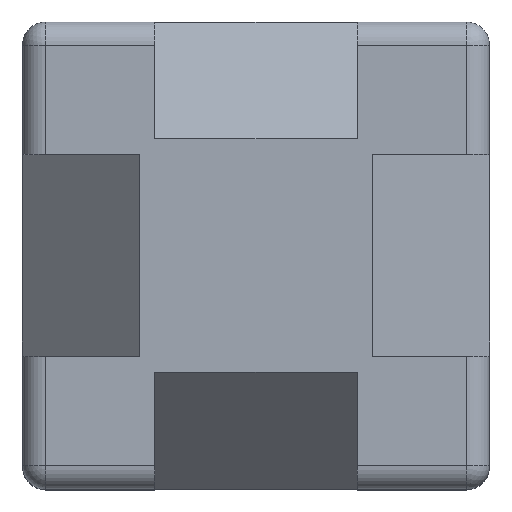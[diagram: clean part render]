
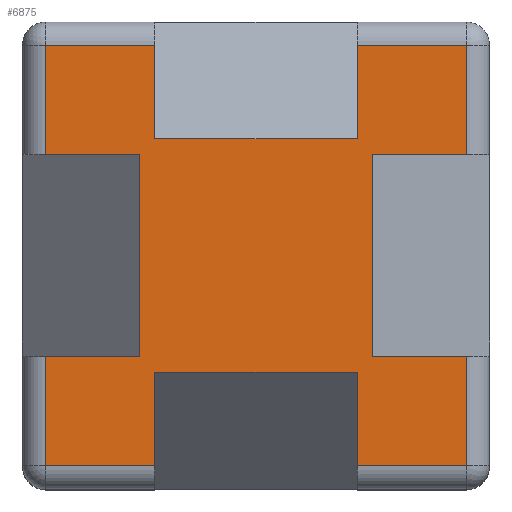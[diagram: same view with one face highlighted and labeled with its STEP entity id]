
A CAD part, top view. The second image highlights one B-rep face of the part: STEP entity #6875.
In plain terms, the highlighted planar face has unit normal (0, 0, 1).
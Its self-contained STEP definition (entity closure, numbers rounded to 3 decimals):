
#627=FACE_OUTER_BOUND('',#1009,.T.);
#1009=EDGE_LOOP('',(#4942,#4943,#4944,#4945,#4946,#4947,#4948,#4949,#4950,
#4951,#4952,#4953,#4954,#4955,#4956,#4957,#4958,#4959,#4960,#4961));
#1451=LINE('',#10784,#2176);
#1452=LINE('',#10786,#2177);
#1453=LINE('',#10788,#2178);
#1454=LINE('',#10790,#2179);
#1455=LINE('',#10792,#2180);
#1456=LINE('',#10794,#2181);
#1457=LINE('',#10796,#2182);
#1458=LINE('',#10798,#2183);
#1459=LINE('',#10800,#2184);
#1460=LINE('',#10802,#2185);
#1461=LINE('',#10804,#2186);
#1462=LINE('',#10806,#2187);
#1463=LINE('',#10808,#2188);
#1464=LINE('',#10810,#2189);
#1465=LINE('',#10812,#2190);
#1466=LINE('',#10814,#2191);
#1467=LINE('',#10816,#2192);
#1468=LINE('',#10818,#2193);
#1469=LINE('',#10820,#2194);
#1470=LINE('',#10821,#2195);
#2176=VECTOR('',#8231,10.);
#2177=VECTOR('',#8232,10.);
#2178=VECTOR('',#8233,10.);
#2179=VECTOR('',#8234,10.);
#2180=VECTOR('',#8235,10.);
#2181=VECTOR('',#8236,10.);
#2182=VECTOR('',#8237,10.);
#2183=VECTOR('',#8238,10.);
#2184=VECTOR('',#8239,10.);
#2185=VECTOR('',#8240,10.);
#2186=VECTOR('',#8241,10.);
#2187=VECTOR('',#8242,10.);
#2188=VECTOR('',#8243,10.);
#2189=VECTOR('',#8244,10.);
#2190=VECTOR('',#8245,10.);
#2191=VECTOR('',#8246,10.);
#2192=VECTOR('',#8247,10.);
#2193=VECTOR('',#8248,10.);
#2194=VECTOR('',#8249,10.);
#2195=VECTOR('',#8250,10.);
#2923=VERTEX_POINT('',#10782);
#2924=VERTEX_POINT('',#10783);
#2925=VERTEX_POINT('',#10785);
#2926=VERTEX_POINT('',#10787);
#2927=VERTEX_POINT('',#10789);
#2928=VERTEX_POINT('',#10791);
#2929=VERTEX_POINT('',#10793);
#2930=VERTEX_POINT('',#10795);
#2931=VERTEX_POINT('',#10797);
#2932=VERTEX_POINT('',#10799);
#2933=VERTEX_POINT('',#10801);
#2934=VERTEX_POINT('',#10803);
#2935=VERTEX_POINT('',#10805);
#2936=VERTEX_POINT('',#10807);
#2937=VERTEX_POINT('',#10809);
#2938=VERTEX_POINT('',#10811);
#2939=VERTEX_POINT('',#10813);
#2940=VERTEX_POINT('',#10815);
#2941=VERTEX_POINT('',#10817);
#2942=VERTEX_POINT('',#10819);
#3669=EDGE_CURVE('',#2923,#2924,#1451,.T.);
#3670=EDGE_CURVE('',#2923,#2925,#1452,.T.);
#3671=EDGE_CURVE('',#2925,#2926,#1453,.T.);
#3672=EDGE_CURVE('',#2927,#2926,#1454,.T.);
#3673=EDGE_CURVE('',#2927,#2928,#1455,.T.);
#3674=EDGE_CURVE('',#2928,#2929,#1456,.T.);
#3675=EDGE_CURVE('',#2930,#2929,#1457,.T.);
#3676=EDGE_CURVE('',#2931,#2930,#1458,.T.);
#3677=EDGE_CURVE('',#2932,#2931,#1459,.T.);
#3678=EDGE_CURVE('',#2932,#2933,#1460,.T.);
#3679=EDGE_CURVE('',#2933,#2934,#1461,.T.);
#3680=EDGE_CURVE('',#2935,#2934,#1462,.T.);
#3681=EDGE_CURVE('',#2935,#2936,#1463,.T.);
#3682=EDGE_CURVE('',#2936,#2937,#1464,.T.);
#3683=EDGE_CURVE('',#2938,#2937,#1465,.T.);
#3684=EDGE_CURVE('',#2939,#2938,#1466,.T.);
#3685=EDGE_CURVE('',#2939,#2940,#1467,.T.);
#3686=EDGE_CURVE('',#2940,#2941,#1468,.T.);
#3687=EDGE_CURVE('',#2941,#2942,#1469,.T.);
#3688=EDGE_CURVE('',#2924,#2942,#1470,.T.);
#4942=ORIENTED_EDGE('',*,*,#3669,.F.);
#4943=ORIENTED_EDGE('',*,*,#3670,.T.);
#4944=ORIENTED_EDGE('',*,*,#3671,.T.);
#4945=ORIENTED_EDGE('',*,*,#3672,.F.);
#4946=ORIENTED_EDGE('',*,*,#3673,.T.);
#4947=ORIENTED_EDGE('',*,*,#3674,.T.);
#4948=ORIENTED_EDGE('',*,*,#3675,.F.);
#4949=ORIENTED_EDGE('',*,*,#3676,.F.);
#4950=ORIENTED_EDGE('',*,*,#3677,.F.);
#4951=ORIENTED_EDGE('',*,*,#3678,.T.);
#4952=ORIENTED_EDGE('',*,*,#3679,.T.);
#4953=ORIENTED_EDGE('',*,*,#3680,.F.);
#4954=ORIENTED_EDGE('',*,*,#3681,.T.);
#4955=ORIENTED_EDGE('',*,*,#3682,.T.);
#4956=ORIENTED_EDGE('',*,*,#3683,.F.);
#4957=ORIENTED_EDGE('',*,*,#3684,.F.);
#4958=ORIENTED_EDGE('',*,*,#3685,.T.);
#4959=ORIENTED_EDGE('',*,*,#3686,.T.);
#4960=ORIENTED_EDGE('',*,*,#3687,.T.);
#4961=ORIENTED_EDGE('',*,*,#3688,.F.);
#6636=PLANE('',#7316);
#6875=ADVANCED_FACE('',(#627),#6636,.F.);
#7316=AXIS2_PLACEMENT_3D('',#10781,#8229,#8230);
#8229=DIRECTION('center_axis',(0.,0.,-1.));
#8230=DIRECTION('ref_axis',(-1.,0.,0.));
#8231=DIRECTION('',(0.,1.,0.));
#8232=DIRECTION('',(1.,0.,0.));
#8233=DIRECTION('',(0.,-1.,0.));
#8234=DIRECTION('',(1.,0.,0.));
#8235=DIRECTION('',(0.,-1.,0.));
#8236=DIRECTION('',(1.,0.,0.));
#8237=DIRECTION('',(0.,-1.,0.));
#8238=DIRECTION('',(-1.,0.,0.));
#8239=DIRECTION('',(0.,1.,0.));
#8240=DIRECTION('',(1.,0.,0.));
#8241=DIRECTION('',(0.,1.,0.));
#8242=DIRECTION('',(1.,0.,0.));
#8243=DIRECTION('',(0.,1.,0.));
#8244=DIRECTION('',(1.,0.,0.));
#8245=DIRECTION('',(0.,-1.,0.));
#8246=DIRECTION('',(1.,0.,0.));
#8247=DIRECTION('',(0.,-1.,0.));
#8248=DIRECTION('',(-1.,0.,0.));
#8249=DIRECTION('',(0.,1.,0.));
#8250=DIRECTION('',(1.,0.,0.));
#10781=CARTESIAN_POINT('Origin',(-15.,15.,60.));
#10782=CARTESIAN_POINT('',(-27.,13.,60.));
#10783=CARTESIAN_POINT('',(-27.,27.,60.));
#10784=CARTESIAN_POINT('',(-27.,7.5,60.));
#10785=CARTESIAN_POINT('',(-15.,13.,60.));
#10786=CARTESIAN_POINT('',(-22.5,13.,60.));
#10787=CARTESIAN_POINT('',(-15.,-13.,60.));
#10788=CARTESIAN_POINT('',(-15.,14.,60.));
#10789=CARTESIAN_POINT('',(-27.,-13.,60.));
#10790=CARTESIAN_POINT('',(-22.5,-13.,60.));
#10791=CARTESIAN_POINT('',(-27.,-27.,60.));
#10792=CARTESIAN_POINT('',(-27.,-7.5,60.));
#10793=CARTESIAN_POINT('',(-13.,-27.,60.));
#10794=CARTESIAN_POINT('',(-22.5,-27.,60.));
#10795=CARTESIAN_POINT('',(-13.,-15.,60.));
#10796=CARTESIAN_POINT('',(-13.,-15.,60.));
#10797=CARTESIAN_POINT('',(13.,-15.,60.));
#10798=CARTESIAN_POINT('',(18.25,-15.,60.));
#10799=CARTESIAN_POINT('',(13.,-27.,60.));
#10800=CARTESIAN_POINT('',(13.,-15.,60.));
#10801=CARTESIAN_POINT('',(27.,-27.,60.));
#10802=CARTESIAN_POINT('',(30.,-27.,60.));
#10803=CARTESIAN_POINT('',(27.,-13.,60.));
#10804=CARTESIAN_POINT('',(27.,-7.5,60.));
#10805=CARTESIAN_POINT('',(15.,-13.,60.));
#10806=CARTESIAN_POINT('',(30.,-13.,60.));
#10807=CARTESIAN_POINT('',(15.,13.,60.));
#10808=CARTESIAN_POINT('',(15.,3.25,60.));
#10809=CARTESIAN_POINT('',(27.,13.,60.));
#10810=CARTESIAN_POINT('',(30.,13.,60.));
#10811=CARTESIAN_POINT('',(27.,27.,60.));
#10812=CARTESIAN_POINT('',(27.,7.5,60.));
#10813=CARTESIAN_POINT('',(13.,27.,60.));
#10814=CARTESIAN_POINT('',(30.,27.,60.));
#10815=CARTESIAN_POINT('',(13.,15.,60.));
#10816=CARTESIAN_POINT('',(13.,15.,60.));
#10817=CARTESIAN_POINT('',(-13.,15.,60.));
#10818=CARTESIAN_POINT('',(18.25,15.,60.));
#10819=CARTESIAN_POINT('',(-13.,27.,60.));
#10820=CARTESIAN_POINT('',(-13.,15.,60.));
#10821=CARTESIAN_POINT('',(-22.5,27.,60.));
